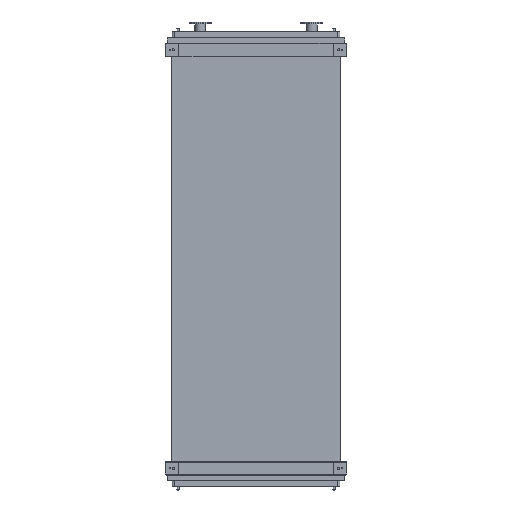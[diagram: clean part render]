
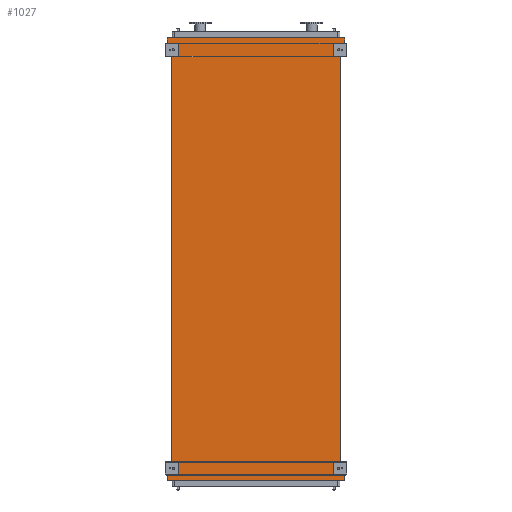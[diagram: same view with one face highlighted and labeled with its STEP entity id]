
A CAD part, front view. The second image highlights one B-rep face of the part: STEP entity #1027.
In plain terms, the highlighted planar face has unit normal (0, -1, 0).
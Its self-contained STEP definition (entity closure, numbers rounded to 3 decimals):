
#382 = DIRECTION ( 'NONE',  ( 1., 0., 0. ) ) ;
#432 = VERTEX_POINT ( 'NONE', #22154 ) ;
#890 = DIRECTION ( 'NONE',  ( 0., -1., 0. ) ) ;
#1027 = ADVANCED_FACE ( 'NONE', ( #17200 ), #23895, .T. ) ;
#1261 = EDGE_CURVE ( 'NONE', #18108, #9139, #4204, .T. ) ;
#1493 = LINE ( 'NONE', #21249, #17073 ) ;
#1751 = CARTESIAN_POINT ( 'NONE',  ( 891., 0., -4303. ) ) ;
#1886 = CARTESIAN_POINT ( 'NONE',  ( -891., 0., -4345. ) ) ;
#3003 = VERTEX_POINT ( 'NONE', #6241 ) ;
#3225 = LINE ( 'NONE', #7726, #13140 ) ;
#3360 = DIRECTION ( 'NONE',  ( -1., 0., 0. ) ) ;
#3647 = LINE ( 'NONE', #12723, #13522 ) ;
#3652 = ORIENTED_EDGE ( 'NONE', *, *, #3726, .F. ) ;
#3726 = EDGE_CURVE ( 'NONE', #7549, #14206, #22322, .T. ) ;
#4204 = LINE ( 'NONE', #11300, #24378 ) ;
#4296 = ORIENTED_EDGE ( 'NONE', *, *, #21921, .F. ) ;
#4491 = CARTESIAN_POINT ( 'NONE',  ( -845., 0., 0. ) ) ;
#4919 = ORIENTED_EDGE ( 'NONE', *, *, #1261, .F. ) ;
#4934 = CARTESIAN_POINT ( 'NONE',  ( -845., 0., -4250. ) ) ;
#4999 = EDGE_LOOP ( 'NONE', ( #11780, #7193, #12348, #17854, #22739, #8490, #3652, #9113, #19018, #4296, #9743, #4919 ) ) ;
#5176 = CARTESIAN_POINT ( 'NONE',  ( -845., 0., -4250. ) ) ;
#6098 = CARTESIAN_POINT ( 'NONE',  ( 891., 0., 53. ) ) ;
#6128 = EDGE_CURVE ( 'NONE', #18108, #13443, #10627, .T. ) ;
#6138 = DIRECTION ( 'NONE',  ( 0., 0., 1. ) ) ;
#6241 = CARTESIAN_POINT ( 'NONE',  ( -891., 0., 95. ) ) ;
#6375 = CARTESIAN_POINT ( 'NONE',  ( -891., 0., 53. ) ) ;
#6840 = LINE ( 'NONE', #1886, #16360 ) ;
#6966 = CARTESIAN_POINT ( 'NONE',  ( 891., 0., 95. ) ) ;
#6995 = LINE ( 'NONE', #19740, #11621 ) ;
#7193 = ORIENTED_EDGE ( 'NONE', *, *, #21027, .F. ) ;
#7408 = VECTOR ( 'NONE', #3360, 1000. ) ;
#7549 = VERTEX_POINT ( 'NONE', #22741 ) ;
#7726 = CARTESIAN_POINT ( 'NONE',  ( 891., 0., 53. ) ) ;
#8391 = LINE ( 'NONE', #18001, #17770 ) ;
#8490 = ORIENTED_EDGE ( 'NONE', *, *, #21474, .F. ) ;
#8673 = VECTOR ( 'NONE', #18587, 1000. ) ;
#9113 = ORIENTED_EDGE ( 'NONE', *, *, #19022, .F. ) ;
#9139 = VERTEX_POINT ( 'NONE', #23989 ) ;
#9743 = ORIENTED_EDGE ( 'NONE', *, *, #16987, .F. ) ;
#10314 = LINE ( 'NONE', #23224, #24443 ) ;
#10539 = VERTEX_POINT ( 'NONE', #6098 ) ;
#10627 = LINE ( 'NONE', #24758, #11218 ) ;
#10681 = VERTEX_POINT ( 'NONE', #6966 ) ;
#11073 = CARTESIAN_POINT ( 'NONE',  ( 891., 0., -4345. ) ) ;
#11218 = VECTOR ( 'NONE', #11879, 1000. ) ;
#11300 = CARTESIAN_POINT ( 'NONE',  ( 845., 0., -4250. ) ) ;
#11621 = VECTOR ( 'NONE', #382, 1000. ) ;
#11780 = ORIENTED_EDGE ( 'NONE', *, *, #6128, .T. ) ;
#11879 = DIRECTION ( 'NONE',  ( 0., 0., 1. ) ) ;
#12348 = ORIENTED_EDGE ( 'NONE', *, *, #17314, .F. ) ;
#12425 = AXIS2_PLACEMENT_3D ( 'NONE', #4934, #890, #14720 ) ;
#12643 = VECTOR ( 'NONE', #13724, 1000. ) ;
#12723 = CARTESIAN_POINT ( 'NONE',  ( 891., 0., 95. ) ) ;
#13140 = VECTOR ( 'NONE', #22668, 1000. ) ;
#13360 = VERTEX_POINT ( 'NONE', #11073 ) ;
#13443 = VERTEX_POINT ( 'NONE', #20444 ) ;
#13522 = VECTOR ( 'NONE', #23760, 1000. ) ;
#13724 = DIRECTION ( 'NONE',  ( 0., 0., -1. ) ) ;
#14194 = DIRECTION ( 'NONE',  ( 0.655, 0., 0.755 ) ) ;
#14202 = EDGE_CURVE ( 'NONE', #3003, #10681, #6995, .T. ) ;
#14206 = VERTEX_POINT ( 'NONE', #4491 ) ;
#14387 = CARTESIAN_POINT ( 'NONE',  ( -891., 0., -4303. ) ) ;
#14720 = DIRECTION ( 'NONE',  ( 0., 0., -1. ) ) ;
#14835 = EDGE_CURVE ( 'NONE', #14960, #3003, #1493, .T. ) ;
#14960 = VERTEX_POINT ( 'NONE', #6375 ) ;
#16360 = VECTOR ( 'NONE', #6138, 1000. ) ;
#16987 = EDGE_CURVE ( 'NONE', #9139, #13360, #17573, .T. ) ;
#17073 = VECTOR ( 'NONE', #23091, 1000. ) ;
#17200 = FACE_OUTER_BOUND ( 'NONE', #4999, .T. ) ;
#17314 = EDGE_CURVE ( 'NONE', #10681, #10539, #3647, .T. ) ;
#17456 = LINE ( 'NONE', #18640, #7408 ) ;
#17573 = LINE ( 'NONE', #1751, #12643 ) ;
#17770 = VECTOR ( 'NONE', #19855, 1000. ) ;
#17777 = EDGE_CURVE ( 'NONE', #432, #22940, #6840, .T. ) ;
#17854 = ORIENTED_EDGE ( 'NONE', *, *, #14202, .F. ) ;
#18001 = CARTESIAN_POINT ( 'NONE',  ( -845., 0., 0. ) ) ;
#18108 = VERTEX_POINT ( 'NONE', #21888 ) ;
#18587 = DIRECTION ( 'NONE',  ( 0., 0., 1. ) ) ;
#18640 = CARTESIAN_POINT ( 'NONE',  ( 891., 0., -4345. ) ) ;
#19018 = ORIENTED_EDGE ( 'NONE', *, *, #17777, .F. ) ;
#19022 = EDGE_CURVE ( 'NONE', #22940, #7549, #10314, .T. ) ;
#19740 = CARTESIAN_POINT ( 'NONE',  ( -891., 0., 95. ) ) ;
#19855 = DIRECTION ( 'NONE',  ( -0.655, 0., 0.755 ) ) ;
#20444 = CARTESIAN_POINT ( 'NONE',  ( 845., 0., 0. ) ) ;
#21027 = EDGE_CURVE ( 'NONE', #10539, #13443, #3225, .T. ) ;
#21249 = CARTESIAN_POINT ( 'NONE',  ( -891., 0., 53. ) ) ;
#21474 = EDGE_CURVE ( 'NONE', #14206, #14960, #8391, .T. ) ;
#21888 = CARTESIAN_POINT ( 'NONE',  ( 845., 0., -4250. ) ) ;
#21921 = EDGE_CURVE ( 'NONE', #13360, #432, #17456, .T. ) ;
#22154 = CARTESIAN_POINT ( 'NONE',  ( -891., 0., -4345. ) ) ;
#22322 = LINE ( 'NONE', #5176, #8673 ) ;
#22668 = DIRECTION ( 'NONE',  ( -0.655, 0., -0.755 ) ) ;
#22739 = ORIENTED_EDGE ( 'NONE', *, *, #14835, .F. ) ;
#22741 = CARTESIAN_POINT ( 'NONE',  ( -845., 0., -4250. ) ) ;
#22940 = VERTEX_POINT ( 'NONE', #14387 ) ;
#23091 = DIRECTION ( 'NONE',  ( 0., 0., 1. ) ) ;
#23224 = CARTESIAN_POINT ( 'NONE',  ( -891., 0., -4303. ) ) ;
#23760 = DIRECTION ( 'NONE',  ( 0., 0., -1. ) ) ;
#23895 = PLANE ( 'NONE',  #12425 ) ;
#23989 = CARTESIAN_POINT ( 'NONE',  ( 891., 0., -4303. ) ) ;
#24181 = DIRECTION ( 'NONE',  ( 0.655, 0., -0.755 ) ) ;
#24378 = VECTOR ( 'NONE', #24181, 1000. ) ;
#24443 = VECTOR ( 'NONE', #14194, 1000. ) ;
#24758 = CARTESIAN_POINT ( 'NONE',  ( 845., 0., -4250. ) ) ;
